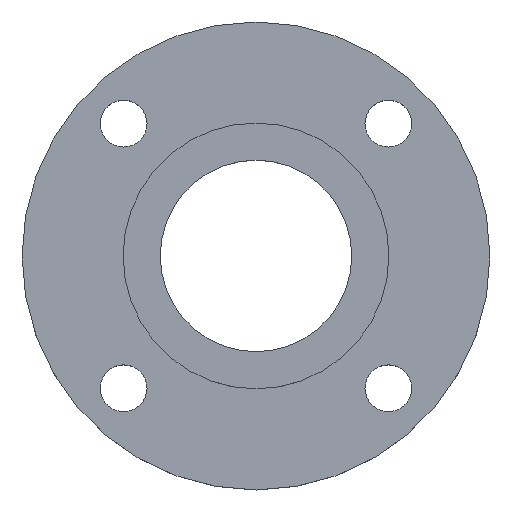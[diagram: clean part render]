
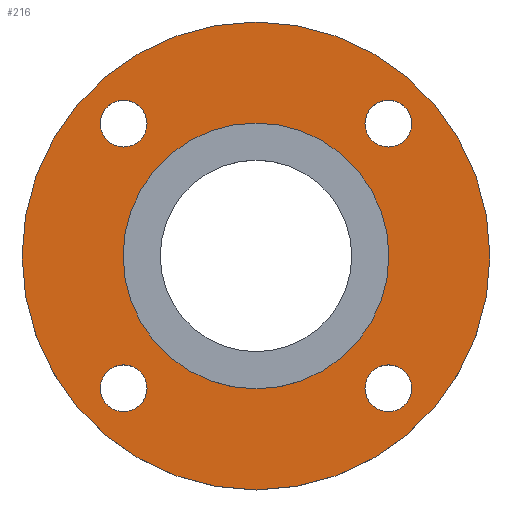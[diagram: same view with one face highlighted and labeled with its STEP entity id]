
A CAD part, top view. The second image highlights one B-rep face of the part: STEP entity #216.
In plain terms, the highlighted planar face has unit normal (0, 0, 1).
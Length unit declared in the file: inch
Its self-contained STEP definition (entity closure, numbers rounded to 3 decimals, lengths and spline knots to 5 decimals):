
#2 = DIRECTION ( 'NONE',  ( 1., 0., 0. ) ) ;
#19 = PLANE ( 'NONE',  #693 ) ;
#20 = VERTEX_POINT ( 'NONE', #775 ) ;
#27 = CARTESIAN_POINT ( 'NONE',  ( -2.12132, 2.12132, -0.0625 ) ) ;
#33 = CARTESIAN_POINT ( 'NONE',  ( -2.12132, 2.12132, -0.0625 ) ) ;
#35 = VERTEX_POINT ( 'NONE', #546 ) ;
#43 = DIRECTION ( 'NONE',  ( 1., 0., 0. ) ) ;
#53 = CARTESIAN_POINT ( 'NONE',  ( 0., 0., -0.0625 ) ) ;
#54 = DIRECTION ( 'NONE',  ( 0., 0., 1. ) ) ;
#63 = DIRECTION ( 'NONE',  ( 1., 0., 0. ) ) ;
#70 = AXIS2_PLACEMENT_3D ( 'NONE', #277, #454, #147 ) ;
#72 = VERTEX_POINT ( 'NONE', #244 ) ;
#74 = CIRCLE ( 'NONE', #433, 3.75 ) ;
#76 = ORIENTED_EDGE ( 'NONE', *, *, #535, .T. ) ;
#79 = FACE_BOUND ( 'NONE', #385, .T. ) ;
#85 = EDGE_LOOP ( 'NONE', ( #357, #126 ) ) ;
#94 = VERTEX_POINT ( 'NONE', #240 ) ;
#97 = DIRECTION ( 'NONE',  ( 0., 0., 1. ) ) ;
#108 = DIRECTION ( 'NONE',  ( 1., 0., 0. ) ) ;
#116 = EDGE_CURVE ( 'NONE', #94, #637, #544, .T. ) ;
#122 = ORIENTED_EDGE ( 'NONE', *, *, #116, .T. ) ;
#126 = ORIENTED_EDGE ( 'NONE', *, *, #165, .F. ) ;
#128 = CARTESIAN_POINT ( 'NONE',  ( 1.74632, 2.12132, -0.0625 ) ) ;
#129 = CIRCLE ( 'NONE', #435, 0.375 ) ;
#133 = CARTESIAN_POINT ( 'NONE',  ( -2.13, 0., -0.0625 ) ) ;
#147 = DIRECTION ( 'NONE',  ( 0., -1., 0. ) ) ;
#157 = CARTESIAN_POINT ( 'NONE',  ( 0., 0., -0.0625 ) ) ;
#165 = EDGE_CURVE ( 'NONE', #242, #256, #456, .T. ) ;
#167 = ORIENTED_EDGE ( 'NONE', *, *, #425, .F. ) ;
#180 = AXIS2_PLACEMENT_3D ( 'NONE', #27, #757, #747 ) ;
#199 = AXIS2_PLACEMENT_3D ( 'NONE', #478, #551, #2 ) ;
#200 = EDGE_LOOP ( 'NONE', ( #167, #735 ) ) ;
#216 = ADVANCED_FACE ( 'NONE', ( #698, #372, #689, #455, #79, #337 ), #19, .T. ) ;
#230 = ORIENTED_EDGE ( 'NONE', *, *, #444, .T. ) ;
#238 = ORIENTED_EDGE ( 'NONE', *, *, #241, .F. ) ;
#240 = CARTESIAN_POINT ( 'NONE',  ( 2.13, 0., -0.0625 ) ) ;
#241 = EDGE_CURVE ( 'NONE', #339, #35, #598, .T. ) ;
#242 = VERTEX_POINT ( 'NONE', #577 ) ;
#244 = CARTESIAN_POINT ( 'NONE',  ( 2.49632, 2.12132, -0.0625 ) ) ;
#251 = CIRCLE ( 'NONE', #691, 0.375 ) ;
#254 = CIRCLE ( 'NONE', #481, 0.375 ) ;
#256 = VERTEX_POINT ( 'NONE', #582 ) ;
#258 = EDGE_CURVE ( 'NONE', #374, #20, #254, .T. ) ;
#262 = EDGE_LOOP ( 'NONE', ( #479, #711 ) ) ;
#275 = CARTESIAN_POINT ( 'NONE',  ( -2.12132, -2.12132, -0.0625 ) ) ;
#277 = CARTESIAN_POINT ( 'NONE',  ( 2.12132, -2.12132, -0.0625 ) ) ;
#283 = DIRECTION ( 'NONE',  ( 0., 0., 1. ) ) ;
#292 = AXIS2_PLACEMENT_3D ( 'NONE', #475, #300, #43 ) ;
#293 = ORIENTED_EDGE ( 'NONE', *, *, #368, .T. ) ;
#300 = DIRECTION ( 'NONE',  ( 0., 0., 1. ) ) ;
#305 = DIRECTION ( 'NONE',  ( 0., -1., 0. ) ) ;
#311 = DIRECTION ( 'NONE',  ( 0., 0., 1. ) ) ;
#316 = CIRCLE ( 'NONE', #419, 3.75 ) ;
#317 = AXIS2_PLACEMENT_3D ( 'NONE', #658, #54, #305 ) ;
#337 = FACE_OUTER_BOUND ( 'NONE', #651, .T. ) ;
#339 = VERTEX_POINT ( 'NONE', #542 ) ;
#353 = EDGE_CURVE ( 'NONE', #35, #339, #129, .T. ) ;
#357 = ORIENTED_EDGE ( 'NONE', *, *, #654, .F. ) ;
#368 = EDGE_CURVE ( 'NONE', #655, #516, #74, .T. ) ;
#371 = DIRECTION ( 'NONE',  ( 1., 0., 0. ) ) ;
#372 = FACE_BOUND ( 'NONE', #761, .T. ) ;
#374 = VERTEX_POINT ( 'NONE', #527 ) ;
#381 = CARTESIAN_POINT ( 'NONE',  ( -3.75, 0., -0.0625 ) ) ;
#385 = EDGE_LOOP ( 'NONE', ( #122, #76 ) ) ;
#392 = AXIS2_PLACEMENT_3D ( 'NONE', #275, #644, #758 ) ;
#399 = EDGE_CURVE ( 'NONE', #501, #72, #634, .T. ) ;
#417 = DIRECTION ( 'NONE',  ( 0., 0., 1. ) ) ;
#419 = AXIS2_PLACEMENT_3D ( 'NONE', #53, #311, #63 ) ;
#425 = EDGE_CURVE ( 'NONE', #72, #501, #251, .T. ) ;
#431 = DIRECTION ( 'NONE',  ( 0., 0., -1. ) ) ;
#433 = AXIS2_PLACEMENT_3D ( 'NONE', #157, #706, #108 ) ;
#435 = AXIS2_PLACEMENT_3D ( 'NONE', #590, #417, #536 ) ;
#436 = CARTESIAN_POINT ( 'NONE',  ( 3.75, 0., -0.0625 ) ) ;
#444 = EDGE_CURVE ( 'NONE', #516, #655, #316, .T. ) ;
#454 = DIRECTION ( 'NONE',  ( 0., 0., 1. ) ) ;
#455 = FACE_BOUND ( 'NONE', #200, .T. ) ;
#456 = CIRCLE ( 'NONE', #317, 0.375 ) ;
#475 = CARTESIAN_POINT ( 'NONE',  ( 2.12132, 2.12132, -0.0625 ) ) ;
#478 = CARTESIAN_POINT ( 'NONE',  ( 0., 0., -0.0625 ) ) ;
#479 = ORIENTED_EDGE ( 'NONE', *, *, #258, .F. ) ;
#481 = AXIS2_PLACEMENT_3D ( 'NONE', #33, #283, #522 ) ;
#501 = VERTEX_POINT ( 'NONE', #128 ) ;
#516 = VERTEX_POINT ( 'NONE', #436 ) ;
#522 = DIRECTION ( 'NONE',  ( 0., 1., 0. ) ) ;
#527 = CARTESIAN_POINT ( 'NONE',  ( -2.12132, 2.49632, -0.0625 ) ) ;
#535 = EDGE_CURVE ( 'NONE', #637, #94, #776, .T. ) ;
#536 = DIRECTION ( 'NONE',  ( -1., 0., 0. ) ) ;
#542 = CARTESIAN_POINT ( 'NONE',  ( -1.74632, -2.12132, -0.0625 ) ) ;
#544 = CIRCLE ( 'NONE', #199, 2.13 ) ;
#546 = CARTESIAN_POINT ( 'NONE',  ( -2.49632, -2.12132, -0.0625 ) ) ;
#551 = DIRECTION ( 'NONE',  ( 0., 0., -1. ) ) ;
#577 = CARTESIAN_POINT ( 'NONE',  ( 2.12132, -1.74632, -0.0625 ) ) ;
#582 = CARTESIAN_POINT ( 'NONE',  ( 2.12132, -2.49632, -0.0625 ) ) ;
#590 = CARTESIAN_POINT ( 'NONE',  ( -2.12132, -2.12132, -0.0625 ) ) ;
#598 = CIRCLE ( 'NONE', #392, 0.375 ) ;
#608 = CARTESIAN_POINT ( 'NONE',  ( 0., 0., -0.0625 ) ) ;
#621 = DIRECTION ( 'NONE',  ( 1., 0., 0. ) ) ;
#634 = CIRCLE ( 'NONE', #292, 0.375 ) ;
#637 = VERTEX_POINT ( 'NONE', #133 ) ;
#644 = DIRECTION ( 'NONE',  ( 0., 0., 1. ) ) ;
#649 = CARTESIAN_POINT ( 'NONE',  ( 2.12132, 2.12132, -0.0625 ) ) ;
#651 = EDGE_LOOP ( 'NONE', ( #230, #293 ) ) ;
#654 = EDGE_CURVE ( 'NONE', #256, #242, #664, .T. ) ;
#655 = VERTEX_POINT ( 'NONE', #381 ) ;
#658 = CARTESIAN_POINT ( 'NONE',  ( 2.12132, -2.12132, -0.0625 ) ) ;
#664 = CIRCLE ( 'NONE', #70, 0.375 ) ;
#689 = FACE_BOUND ( 'NONE', #262, .T. ) ;
#691 = AXIS2_PLACEMENT_3D ( 'NONE', #649, #97, #771 ) ;
#693 = AXIS2_PLACEMENT_3D ( 'NONE', #694, #748, #621 ) ;
#694 = CARTESIAN_POINT ( 'NONE',  ( 0., 0., -0.0625 ) ) ;
#695 = EDGE_CURVE ( 'NONE', #20, #374, #763, .T. ) ;
#698 = FACE_BOUND ( 'NONE', #85, .T. ) ;
#706 = DIRECTION ( 'NONE',  ( 0., 0., 1. ) ) ;
#711 = ORIENTED_EDGE ( 'NONE', *, *, #695, .F. ) ;
#735 = ORIENTED_EDGE ( 'NONE', *, *, #399, .F. ) ;
#747 = DIRECTION ( 'NONE',  ( 0., 1., 0. ) ) ;
#748 = DIRECTION ( 'NONE',  ( 0., 0., 1. ) ) ;
#749 = AXIS2_PLACEMENT_3D ( 'NONE', #608, #431, #371 ) ;
#757 = DIRECTION ( 'NONE',  ( 0., 0., 1. ) ) ;
#758 = DIRECTION ( 'NONE',  ( -1., 0., 0. ) ) ;
#761 = EDGE_LOOP ( 'NONE', ( #773, #238 ) ) ;
#763 = CIRCLE ( 'NONE', #180, 0.375 ) ;
#771 = DIRECTION ( 'NONE',  ( 1., 0., 0. ) ) ;
#773 = ORIENTED_EDGE ( 'NONE', *, *, #353, .F. ) ;
#775 = CARTESIAN_POINT ( 'NONE',  ( -2.12132, 1.74632, -0.0625 ) ) ;
#776 = CIRCLE ( 'NONE', #749, 2.13 ) ;
